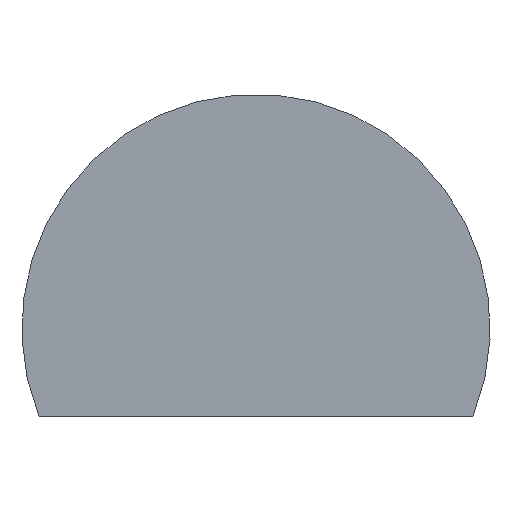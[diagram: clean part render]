
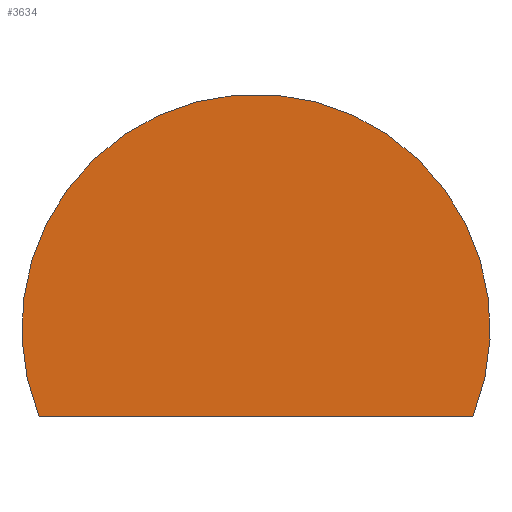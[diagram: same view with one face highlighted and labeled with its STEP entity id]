
A CAD part, front view. The second image highlights one B-rep face of the part: STEP entity #3634.
In plain terms, the highlighted planar face has unit normal (0, -1, 0).
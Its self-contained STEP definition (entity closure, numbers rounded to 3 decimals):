
#243 = DIRECTION ( 'NONE',  ( 0., 0., 1. ) ) ;
#253 = EDGE_CURVE ( 'NONE', #3529, #1256, #2723, .T. ) ;
#437 = VECTOR ( 'NONE', #3993, 1000. ) ;
#507 = CARTESIAN_POINT ( 'NONE',  ( 2.15, 0., 0.878 ) ) ;
#564 = PLANE ( 'NONE',  #1873 ) ;
#599 = AXIS2_PLACEMENT_3D ( 'NONE', #507, #3720, #3040 ) ;
#1083 = CARTESIAN_POINT ( 'NONE',  ( 0., 0., 0. ) ) ;
#1256 = VERTEX_POINT ( 'NONE', #3875 ) ;
#1527 = FACE_OUTER_BOUND ( 'NONE', #3147, .T. ) ;
#1765 = ORIENTED_EDGE ( 'NONE', *, *, #3351, .F. ) ;
#1873 = AXIS2_PLACEMENT_3D ( 'NONE', #2561, #3440, #243 ) ;
#2561 = CARTESIAN_POINT ( 'NONE',  ( 2.15, 0., 0.878 ) ) ;
#2723 = LINE ( 'NONE', #1083, #437 ) ;
#2859 = ORIENTED_EDGE ( 'NONE', *, *, #253, .F. ) ;
#2870 = CIRCLE ( 'NONE', #599, 2.322 ) ;
#3040 = DIRECTION ( 'NONE',  ( 0., 0., 1. ) ) ;
#3147 = EDGE_LOOP ( 'NONE', ( #1765, #2859 ) ) ;
#3232 = CARTESIAN_POINT ( 'NONE',  ( 4.3, 0., 0. ) ) ;
#3351 = EDGE_CURVE ( 'NONE', #1256, #3529, #2870, .T. ) ;
#3440 = DIRECTION ( 'NONE',  ( 0., 1., 0. ) ) ;
#3529 = VERTEX_POINT ( 'NONE', #3232 ) ;
#3634 = ADVANCED_FACE ( 'NONE', ( #1527 ), #564, .F. ) ;
#3720 = DIRECTION ( 'NONE',  ( 0., 1., 0. ) ) ;
#3875 = CARTESIAN_POINT ( 'NONE',  ( 0., 0., 0. ) ) ;
#3993 = DIRECTION ( 'NONE',  ( -1., 0., 0. ) ) ;
